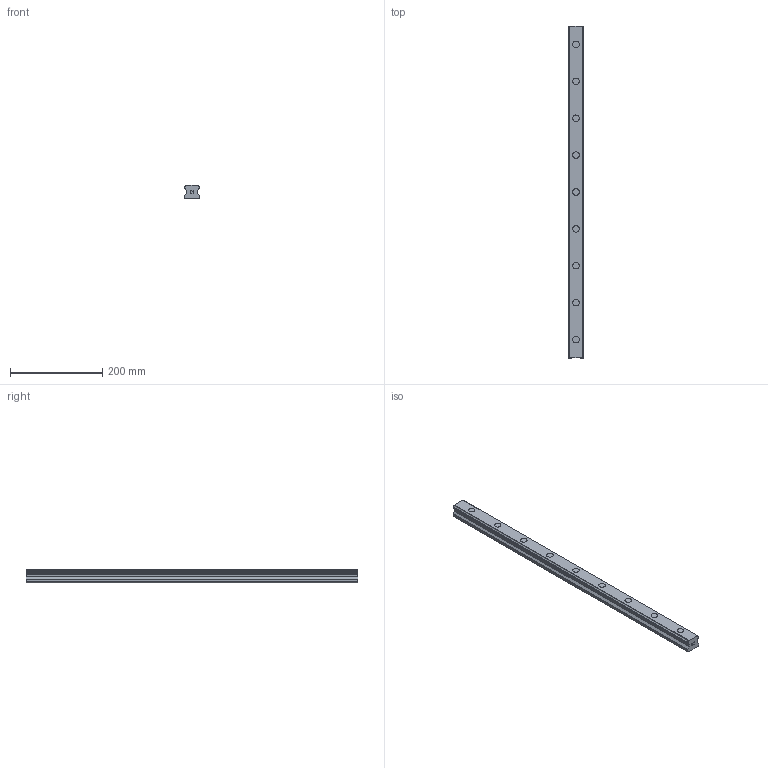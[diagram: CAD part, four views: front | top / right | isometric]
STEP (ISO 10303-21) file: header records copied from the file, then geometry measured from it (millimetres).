
FILE_DESCRIPTION(('STEP AP214'),'1');
FILE_NAME('cctmp_E0CF3941-62A4-413D-A033-47AB2F6F4A68_2020_7_1_13_47_57_147..stp','2020-07-01T11:47:57',('HIWIN GmbH'),('CADClick - www.CADClick.com'),'Spatial InterOp 3D',' ','unknown authorization');
FILE_SCHEMA(('AUTOMOTIVE_DESIGN'));
Length unit declared in the file: millimetre
Products named in the file (1): HGR35R720H_FILE
Bounding box: 34 x 720 x 29 mm (x, y, z)
Volume: 588374.1 mm3; surface area: 105565.2 mm2
Topology: 1 solids, 1 shells, 196 faces, 489 edges, 326 vertices
Faces by surface type: plane 120, cylinder 76
Entity records: 7457 total; most frequent: DIRECTION 1035, CARTESIAN_POINT 1012, ORIENTED_EDGE 978, EDGE_CURVE 489, AXIS2_PLACEMENT_3D 349, LINE 337, VECTOR 337, VERTEX_POINT 326
